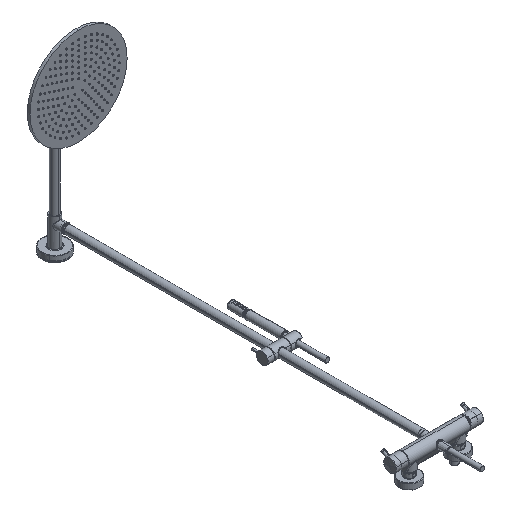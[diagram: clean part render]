
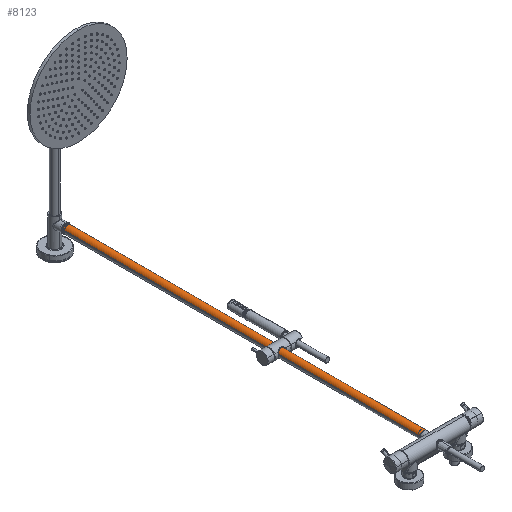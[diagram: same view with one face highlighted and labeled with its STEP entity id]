
A CAD part, isometric view. The second image highlights one B-rep face of the part: STEP entity #8123.
In plain terms, the highlighted cylindrical face has radius 12 mm (diameter 24 mm), a partial arc.
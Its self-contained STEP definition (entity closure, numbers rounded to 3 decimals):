
#5957=CARTESIAN_POINT('Vertex',(11.656,30.5,-2.851)) ;
#5974=CARTESIAN_POINT('Axis2P3D Location',(0.,6.985,0.)) ;
#5983=CARTESIAN_POINT('Vertex',(12.,30.5,0.)) ;
#5986=CARTESIAN_POINT('Axis2P3D Location',(0.,30.5,0.)) ;
#5990=CARTESIAN_POINT('Vertex',(-11.656,30.5,2.851)) ;
#6489=CARTESIAN_POINT('Axis2P3D Location',(0.,30.5,0.)) ;
#7227=CARTESIAN_POINT('Control Point',(-11.656,1135.5,2.851)) ;
#7228=CARTESIAN_POINT('Control Point',(-11.374,1135.5,4.005)) ;
#7229=CARTESIAN_POINT('Control Point',(-10.949,1135.5,5.124)) ;
#7230=CARTESIAN_POINT('Control Point',(-10.387,1135.5,6.185)) ;
#7231=CARTESIAN_POINT('Control Point',(-9.012,1135.5,8.144)) ;
#7232=CARTESIAN_POINT('Control Point',(-7.201,1135.5,9.71)) ;
#7233=CARTESIAN_POINT('Control Point',(-6.203,1135.5,10.376)) ;
#7234=CARTESIAN_POINT('Control Point',(-4.062,1135.5,11.448)) ;
#7235=CARTESIAN_POINT('Control Point',(-1.724,1135.5,11.965)) ;
#7236=CARTESIAN_POINT('Control Point',(-0.529,1135.5,12.077)) ;
#7237=CARTESIAN_POINT('Control Point',(1.863,1135.5,12.003)) ;
#7238=CARTESIAN_POINT('Control Point',(4.166,1135.5,11.348)) ;
#7239=CARTESIAN_POINT('Control Point',(5.271,1135.5,10.879)) ;
#7240=CARTESIAN_POINT('Control Point',(7.341,1135.5,9.677)) ;
#7241=CARTESIAN_POINT('Control Point',(9.057,1135.5,8.007)) ;
#7242=CARTESIAN_POINT('Control Point',(9.806,1135.5,7.07)) ;
#7243=CARTESIAN_POINT('Control Point',(11.057,1135.5,5.029)) ;
#7244=CARTESIAN_POINT('Control Point',(11.773,1135.5,2.744)) ;
#7245=CARTESIAN_POINT('Control Point',(11.987,1135.5,1.563)) ;
#7246=CARTESIAN_POINT('Control Point',(12.076,1135.5,-0.046)) ;
#7247=CARTESIAN_POINT('Control Point',(11.898,1135.5,-1.638)) ;
#7248=CARTESIAN_POINT('Control Point',(11.835,1135.5,-2.047)) ;
#7249=CARTESIAN_POINT('Control Point',(11.754,1135.5,-2.451)) ;
#7250=CARTESIAN_POINT('Control Point',(11.656,1135.5,-2.851)) ;
#7251=CARTESIAN_POINT('Vertex',(-11.656,1135.5,2.851)) ;
#7253=CARTESIAN_POINT('Vertex',(11.656,1135.5,-2.851)) ;
#8098=CARTESIAN_POINT('Line Origine',(-11.656,6.985,2.851)) ;
#8103=CARTESIAN_POINT('Line Origine',(11.656,6.985,-2.851)) ;
#8100=VECTOR('Line Direction',#8099,1.) ;
#8105=VECTOR('Line Direction',#8104,1.) ;
#5975=DIRECTION('Axis2P3D Direction',(-0.,1.,0.)) ;
#5976=DIRECTION('Axis2P3D XDirection',(-1.,0.,0.)) ;
#5987=DIRECTION('Axis2P3D Direction',(-0.,1.,0.)) ;
#6490=DIRECTION('Axis2P3D Direction',(-0.,1.,0.)) ;
#8099=DIRECTION('Vector Direction',(0.,1.,0.)) ;
#8104=DIRECTION('Vector Direction',(0.,1.,0.)) ;
#5977=AXIS2_PLACEMENT_3D('Cylinder Axis2P3D',#5974,#5975,#5976) ;
#5988=AXIS2_PLACEMENT_3D('Circle Axis2P3D',#5986,#5987,$) ;
#6491=AXIS2_PLACEMENT_3D('Circle Axis2P3D',#6489,#6490,$) ;
#8101=LINE('Line',#8098,#8100) ;
#8106=LINE('Line',#8103,#8105) ;
#5989=CIRCLE('generated circle',#5988,12.) ;
#6492=CIRCLE('generated circle',#6491,12.) ;
#5978=CYLINDRICAL_SURFACE('generated cylinder',#5977,12.) ;
#5992=EDGE_CURVE('',#5991,#5984,#5989,.T.) ;
#6493=EDGE_CURVE('',#5984,#5958,#6492,.T.) ;
#7255=EDGE_CURVE('',#7252,#7254,#7226,.T.) ;
#8102=EDGE_CURVE('',#7252,#5991,#8101,.F.) ;
#8107=EDGE_CURVE('',#7254,#5958,#8106,.F.) ;
#8117=ORIENTED_EDGE('',*,*,#6493,.T.) ;
#8118=ORIENTED_EDGE('',*,*,#8107,.F.) ;
#8119=ORIENTED_EDGE('',*,*,#7255,.F.) ;
#8120=ORIENTED_EDGE('',*,*,#8102,.T.) ;
#8121=ORIENTED_EDGE('',*,*,#5992,.T.) ;
#8116=EDGE_LOOP('',(#8117,#8118,#8119,#8120,#8121)) ;
#5958=VERTEX_POINT('',#5957) ;
#5984=VERTEX_POINT('',#5983) ;
#5991=VERTEX_POINT('',#5990) ;
#7252=VERTEX_POINT('',#7251) ;
#7254=VERTEX_POINT('',#7253) ;
#8123=ADVANCED_FACE('PartBody.1',(#8122),#5978,.T.) ;
#7226=B_SPLINE_CURVE_WITH_KNOTS('',5,(#7227,#7228,#7229,#7230,#7231,#7232,#7233,#7234,#7235,#7236,#7237,#7238,#7239,#7240,#7241,#7242,#7243,#7244,#7245,#7246,#7247,#7248,#7249,#7250),.UNSPECIFIED.,.F.,.U.,(6,3,3,3,3,3,3,6),(0.,8.42,16.841,25.261,33.681,42.102,50.522,53.441),.UNSPECIFIED.) ;
#8122=FACE_OUTER_BOUND('',#8116,.T.) ;
